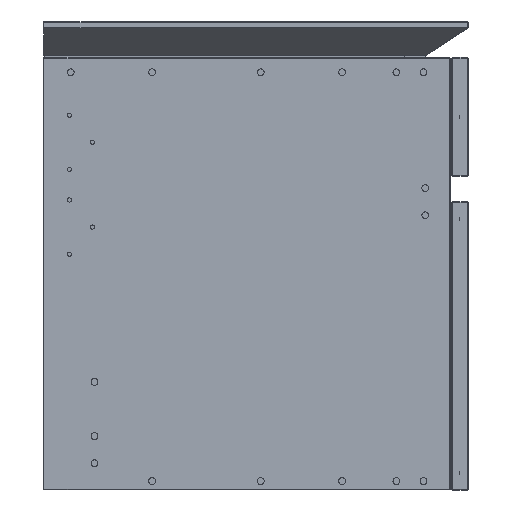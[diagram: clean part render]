
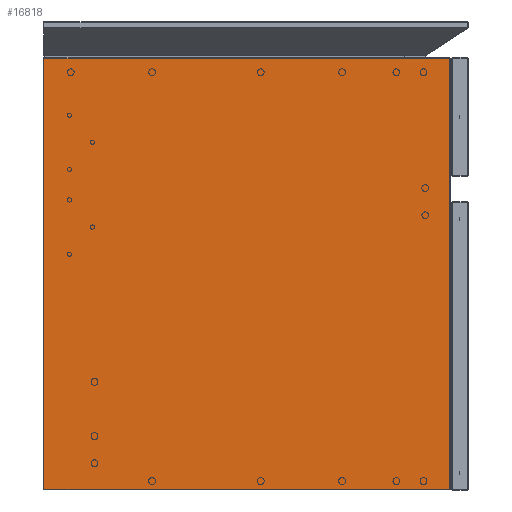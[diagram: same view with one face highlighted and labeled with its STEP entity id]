
A CAD part, left-side view. The second image highlights one B-rep face of the part: STEP entity #16818.
In plain terms, the highlighted planar face has unit normal (-1, 0, 0).
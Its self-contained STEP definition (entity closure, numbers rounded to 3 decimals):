
#16198=CARTESIAN_POINT('',(-14.712,20438.863,-0.8));
#16199=VERTEX_POINT('',#16198);
#16206=CARTESIAN_POINT('',(-14.712,19960.663,-0.8));
#16207=VERTEX_POINT('',#16206);
#16208=CARTESIAN_POINT('',(-14.712,20438.863,-0.8));
#16209=DIRECTION('',(0.0,-1.0,0.0));
#16210=VECTOR('',#16209,478.2);
#16211=LINE('',#16208,#16210);
#16212=EDGE_CURVE('',#16199,#16207,#16211,.T.);
#16269=CARTESIAN_POINT('',(-14.712,20438.863,-509.2));
#16270=VERTEX_POINT('',#16269);
#16277=CARTESIAN_POINT('',(-14.712,20438.863,-509.2));
#16278=DIRECTION('',(0.0,0.0,1.0));
#16279=VECTOR('',#16278,508.4);
#16280=LINE('',#16277,#16279);
#16281=EDGE_CURVE('',#16270,#16199,#16280,.T.);
#16768=CARTESIAN_POINT('',(-14.712,19960.663,-509.2));
#16769=VERTEX_POINT('',#16768);
#16770=CARTESIAN_POINT('',(-14.712,19960.663,-0.8));
#16771=DIRECTION('',(0.0,0.0,-1.0));
#16772=VECTOR('',#16771,508.4);
#16773=LINE('',#16770,#16772);
#16774=EDGE_CURVE('',#16207,#16769,#16773,.T.);
#16802=CARTESIAN_POINT('',(-14.712,20199.763,-0.799));
#16803=DIRECTION('',(-1.0,0.0,0.0));
#16804=DIRECTION('',(0.0,0.0,1.0));
#16805=AXIS2_PLACEMENT_3D('',#16802,#16803,#16804);
#16806=PLANE('',#16805);
#16807=ORIENTED_EDGE('',*,*,#16212,.F.);
#16808=ORIENTED_EDGE('',*,*,#16281,.F.);
#16809=CARTESIAN_POINT('',(-14.712,19960.663,-509.2));
#16810=DIRECTION('',(0.0,1.0,0.0));
#16811=VECTOR('',#16810,478.2);
#16812=LINE('',#16809,#16811);
#16813=EDGE_CURVE('',#16769,#16270,#16812,.T.);
#16814=ORIENTED_EDGE('',*,*,#16813,.F.);
#16815=ORIENTED_EDGE('',*,*,#16774,.F.);
#16816=EDGE_LOOP('',(#16807,#16808,#16814,#16815));
#16817=FACE_OUTER_BOUND('',#16816,.T.);
#16818=ADVANCED_FACE('',(#16817),#16806,.T.);
